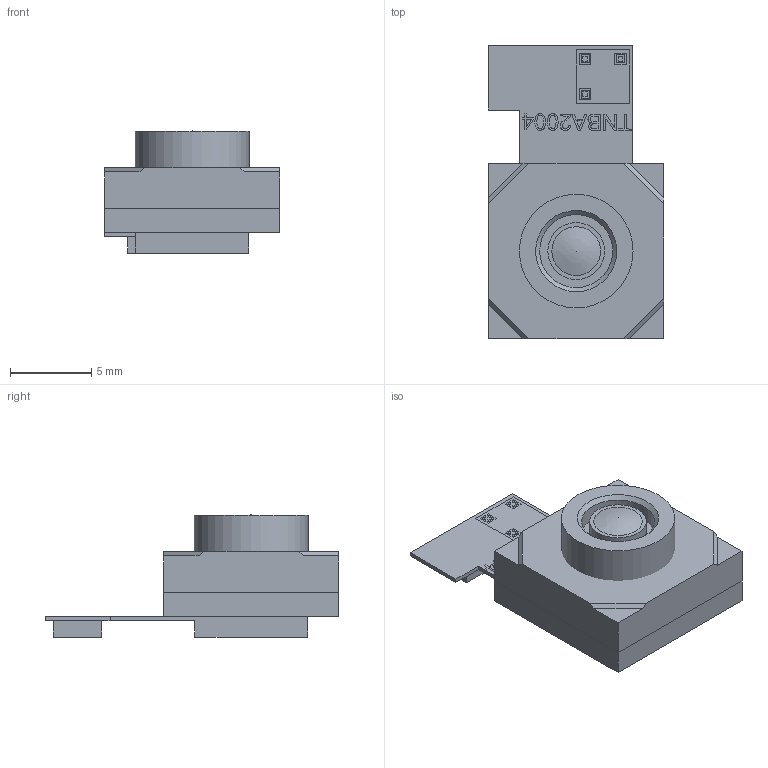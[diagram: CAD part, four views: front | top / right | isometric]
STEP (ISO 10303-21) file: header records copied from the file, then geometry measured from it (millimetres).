
FILE_DESCRIPTION(/* description */ (''),/* implementation_level */ '2;1');
FILE_NAME(/* name */ 'Sony IMX708 v8.step',/* time_stamp */ '2025-11-25T13:48:36+03:00',/* author */ (''),/* organization */ (''),/* preprocessor_version */ 'ST-DEVELOPER v20.1',/* originating_system */ 'Autodesk Translation Framework v14.4.0.0',/* authorisation */ '');
FILE_SCHEMA (('AUTOMOTIVE_DESIGN { 1 0 10303 214 3 1 1 }'));
Length unit declared in the file: millimetre
Products named in the file (6): Sony IMX708; Sensor; Lens; Ring; Mount; Housing
Assembly tree (5 placements, depth 2):
  Sony IMX708
    Sensor
    Lens
    Ring
    Mount
    Housing
Bounding box: 10.82 x 18.1 x 7.53 mm (x, y, z)
Volume: 798.3 mm3; surface area: 1344.4 mm2
Topology: 18 solids, 18 shells, 251 faces, 641 edges, 427 vertices
Faces by surface type: plane 161, bspline 85, cylinder 4, cone 1
Full cylindrical faces by diameter (mm): 3 x1, 3.5 x1, 4.5 x1, 7 x1
Entity records: 8536 total; most frequent: CARTESIAN_POINT 2783, ORIENTED_EDGE 1280, DIRECTION 837, EDGE_CURVE 640, LINE 461, VECTOR 461, VERTEX_POINT 427, EDGE_LOOP 279
